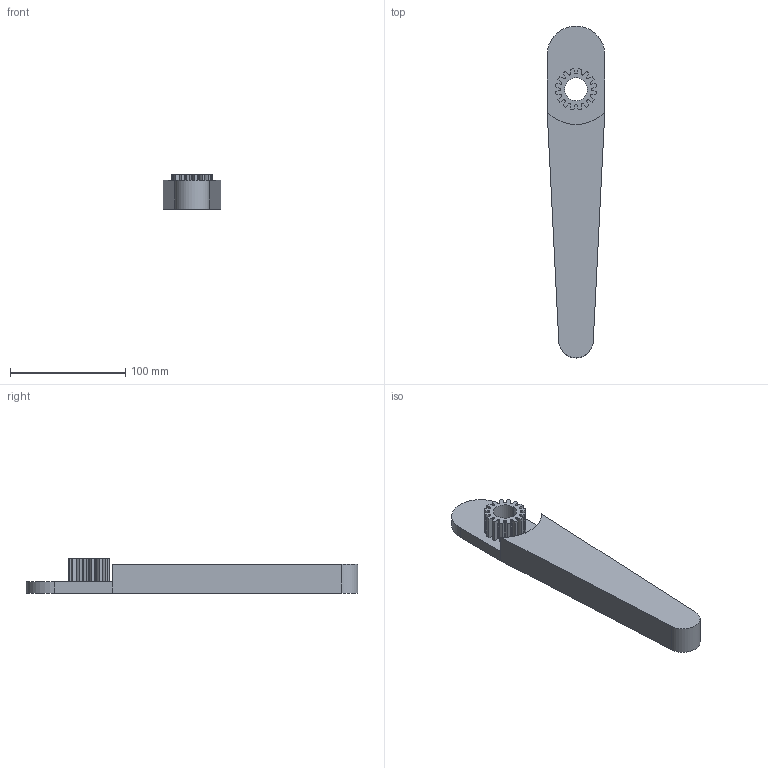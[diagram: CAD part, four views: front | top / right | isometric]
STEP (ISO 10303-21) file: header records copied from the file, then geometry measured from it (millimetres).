
FILE_DESCRIPTION (( 'STEP AP214' ), '1' );
FILE_NAME ('tibiat par1.STEP', '2021-04-03T08:52:28', ( '' ), ( '' ), 'SwSTEP 2.0', 'SolidWorks 2020', '' );
FILE_SCHEMA (( 'AUTOMOTIVE_DESIGN' ));
Length unit declared in the file: millimetre
Products named in the file (1): tibiat par1
Bounding box: 50 x 288.49 x 30 mm (x, y, z)
Volume: 243639.7 mm3; surface area: 42819.4 mm2
Topology: 1 solids, 1 shells, 120 faces, 349 edges, 232 vertices
Faces by surface type: cylinder 112, plane 8
Entity records: 4139 total; most frequent: DIRECTION 815, CARTESIAN_POINT 702, ORIENTED_EDGE 698, EDGE_CURVE 349, AXIS2_PLACEMENT_3D 345, VERTEX_POINT 232, CIRCLE 224, LINE 125
